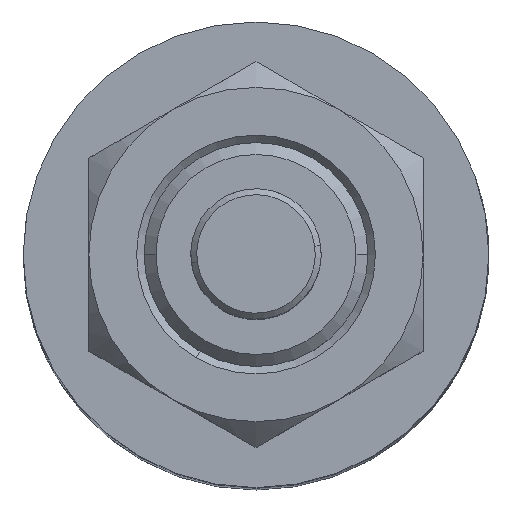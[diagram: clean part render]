
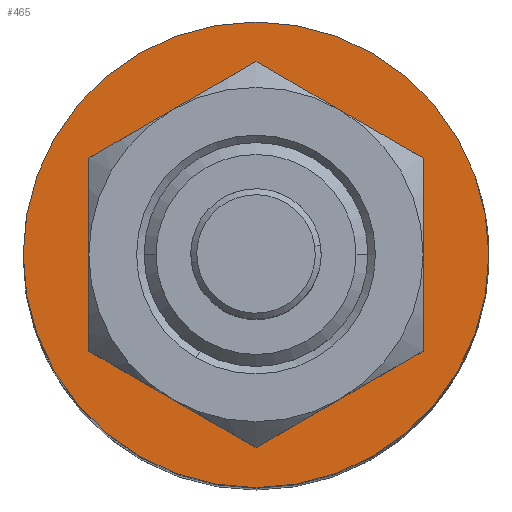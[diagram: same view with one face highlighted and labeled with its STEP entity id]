
A CAD part, top view. The second image highlights one B-rep face of the part: STEP entity #465.
In plain terms, the highlighted planar face has unit normal (0, 0, 1).
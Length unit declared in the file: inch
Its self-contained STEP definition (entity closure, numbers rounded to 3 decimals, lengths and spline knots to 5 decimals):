
#14 = AXIS2_PLACEMENT_3D ( 'NONE', #2125, #178, #1899 ) ;
#44 = AXIS2_PLACEMENT_3D ( 'NONE', #539, #2243, #776 ) ;
#112 = AXIS2_PLACEMENT_3D ( 'NONE', #687, #2400, #935 ) ;
#178 = DIRECTION ( 'NONE',  ( 0., 0., -1. ) ) ;
#402 = CIRCLE ( 'NONE', #44, 0.78 ) ;
#465 = ADVANCED_FACE ( 'NONE', ( #1444, #773 ), #1410, .F. ) ;
#516 = VERTEX_POINT ( 'NONE', #2900 ) ;
#539 = CARTESIAN_POINT ( 'NONE',  ( 0., 0., -0.88 ) ) ;
#687 = CARTESIAN_POINT ( 'NONE',  ( 0., 0., -0.88 ) ) ;
#704 = CIRCLE ( 'NONE', #1047, 0.78 ) ;
#745 = ORIENTED_EDGE ( 'NONE', *, *, #1513, .F. ) ;
#773 = FACE_BOUND ( 'NONE', #1535, .T. ) ;
#776 = DIRECTION ( 'NONE',  ( 1., 0., 0. ) ) ;
#808 = CARTESIAN_POINT ( 'NONE',  ( 0., 0., -0.88 ) ) ;
#858 = CARTESIAN_POINT ( 'NONE',  ( 0., 0., -0.88 ) ) ;
#935 = DIRECTION ( 'NONE',  ( 1., 0., 0. ) ) ;
#972 = EDGE_CURVE ( 'NONE', #2977, #2476, #704, .T. ) ;
#1047 = AXIS2_PLACEMENT_3D ( 'NONE', #808, #2527, #1059 ) ;
#1059 = DIRECTION ( 'NONE',  ( 1., 0., 0. ) ) ;
#1103 = DIRECTION ( 'NONE',  ( 1., 0., 0. ) ) ;
#1243 = CARTESIAN_POINT ( 'NONE',  ( -0.373, 0., -0.88 ) ) ;
#1292 = VERTEX_POINT ( 'NONE', #1243 ) ;
#1410 = PLANE ( 'NONE',  #14 ) ;
#1444 = FACE_OUTER_BOUND ( 'NONE', #3151, .T. ) ;
#1513 = EDGE_CURVE ( 'NONE', #1292, #516, #1868, .T. ) ;
#1535 = EDGE_LOOP ( 'NONE', ( #2845, #745 ) ) ;
#1594 = CIRCLE ( 'NONE', #112, 0.373 ) ;
#1643 = CARTESIAN_POINT ( 'NONE',  ( -0.78, 0., -0.88 ) ) ;
#1750 = AXIS2_PLACEMENT_3D ( 'NONE', #858, #2573, #1103 ) ;
#1868 = CIRCLE ( 'NONE', #1750, 0.373 ) ;
#1882 = ORIENTED_EDGE ( 'NONE', *, *, #972, .T. ) ;
#1899 = DIRECTION ( 'NONE',  ( -1., 0., 0. ) ) ;
#1981 = ORIENTED_EDGE ( 'NONE', *, *, #2902, .T. ) ;
#2053 = CARTESIAN_POINT ( 'NONE',  ( 0.78, 0., -0.88 ) ) ;
#2125 = CARTESIAN_POINT ( 'NONE',  ( 0., 0.78, -0.88 ) ) ;
#2243 = DIRECTION ( 'NONE',  ( 0., 0., 1. ) ) ;
#2400 = DIRECTION ( 'NONE',  ( 0., 0., 1. ) ) ;
#2476 = VERTEX_POINT ( 'NONE', #1643 ) ;
#2527 = DIRECTION ( 'NONE',  ( 0., 0., 1. ) ) ;
#2573 = DIRECTION ( 'NONE',  ( 0., 0., 1. ) ) ;
#2667 = EDGE_CURVE ( 'NONE', #516, #1292, #1594, .T. ) ;
#2845 = ORIENTED_EDGE ( 'NONE', *, *, #2667, .F. ) ;
#2900 = CARTESIAN_POINT ( 'NONE',  ( 0.373, 0., -0.88 ) ) ;
#2902 = EDGE_CURVE ( 'NONE', #2476, #2977, #402, .T. ) ;
#2977 = VERTEX_POINT ( 'NONE', #2053 ) ;
#3151 = EDGE_LOOP ( 'NONE', ( #1882, #1981 ) ) ;
